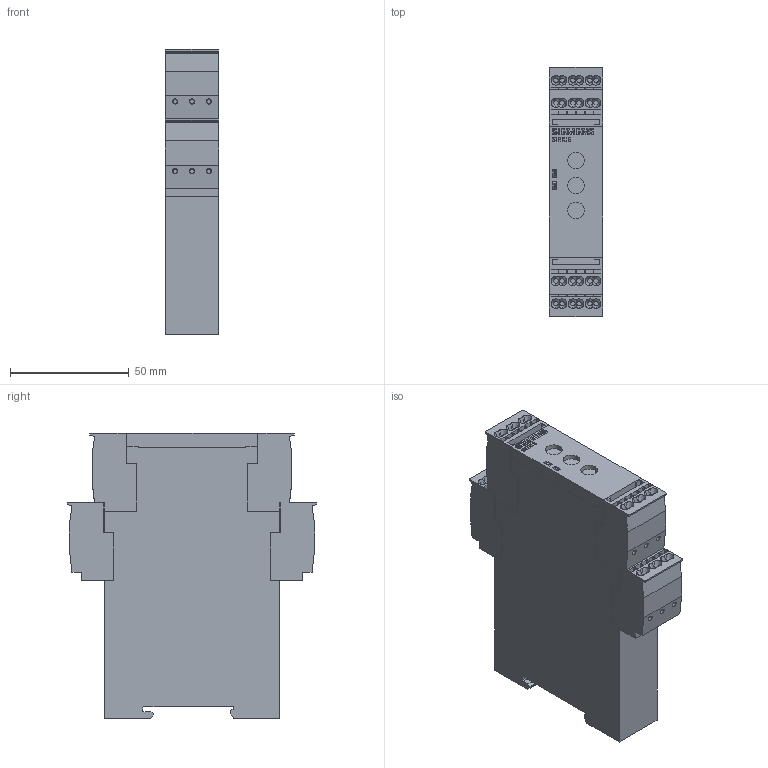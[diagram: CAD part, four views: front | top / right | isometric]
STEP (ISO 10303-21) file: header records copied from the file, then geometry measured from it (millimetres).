
FILE_DESCRIPTION (( 'STEP AP214' ), '1' );
FILE_NAME ('G_IC03_XX_01603V_neu.STEP', '2022-04-27T08:54:22', ( '' ), ( '' ), 'SwSTEP 2.0', 'SolidWorks 2018', '' );
FILE_SCHEMA (( 'AUTOMOTIVE_DESIGN' ));
Length unit declared in the file: millimetre
Products named in the file (2): G_IC03_XX_01603V_neu
Bounding box: 22.5 x 105 x 120 mm (x, y, z)
Volume: 217261.9 mm3; surface area: 45812.1 mm2
Topology: 7 solids, 7 shells, 775 faces, 1989 edges, 1290 vertices
Faces by surface type: plane 542, cylinder 137, cone 96
Entity records: 24379 total; most frequent: CARTESIAN_POINT 4848, ORIENTED_EDGE 3978, DIRECTION 3861, EDGE_CURVE 1989, VECTOR 1583, LINE 1583, VERTEX_POINT 1290, AXIS2_PLACEMENT_3D 1139
